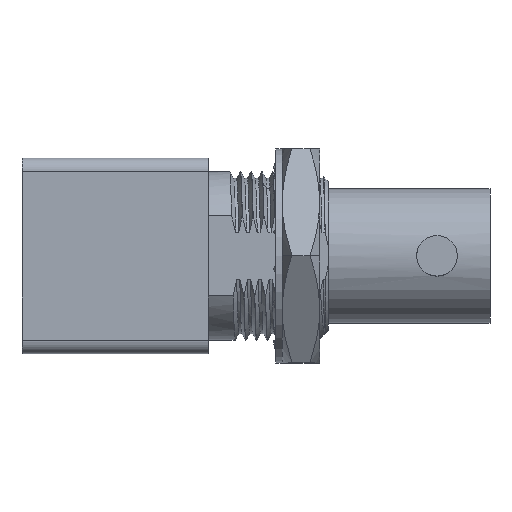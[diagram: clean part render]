
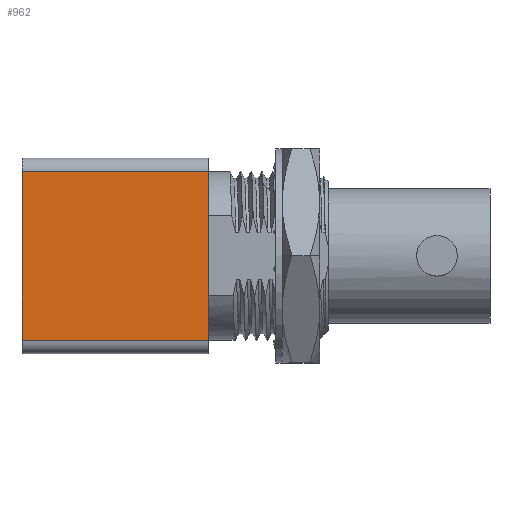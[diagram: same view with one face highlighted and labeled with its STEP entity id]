
A CAD part, top view. The second image highlights one B-rep face of the part: STEP entity #962.
In plain terms, the highlighted planar face has unit normal (0, 0, 1).
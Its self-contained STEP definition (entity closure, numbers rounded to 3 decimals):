
#962=ADVANCED_FACE('',(#2011),#2012,.T.);
#2011=FACE_OUTER_BOUND('',#4876,.T.);
#2012=PLANE('',#4877);
#4876=EDGE_LOOP('',(#15442,#15443,#15444,#15445));
#4877=AXIS2_PLACEMENT_3D('',#15446,#15447,#15448);
#15442=ORIENTED_EDGE('',*,*,#17360,.T.);
#15443=ORIENTED_EDGE('',*,*,#16981,.T.);
#15444=ORIENTED_EDGE('',*,*,#17358,.F.);
#15445=ORIENTED_EDGE('',*,*,#17361,.T.);
#15446=CARTESIAN_POINT('',(0.0,7.25,6.175));
#15447=DIRECTION('',(0.0,0.0,1.0));
#15448=DIRECTION('',(0.0,-1.0,0.0));
#16981=EDGE_CURVE('',#18791,#18789,#18792,.F.);
#17358=EDGE_CURVE('',#19288,#18789,#19290,.T.);
#17360=EDGE_CURVE('',#19292,#18791,#19293,.T.);
#17361=EDGE_CURVE('',#19288,#19292,#19294,.T.);
#18789=VERTEX_POINT('',#24693);
#18791=VERTEX_POINT('',#24695);
#18792=LINE('',#24696,#24697);
#19288=VERTEX_POINT('',#25645);
#19290=LINE('',#25647,#25648);
#19292=VERTEX_POINT('',#25650);
#19293=LINE('',#25651,#25652);
#19294=LINE('',#25653,#25654);
#24693=CARTESIAN_POINT('',(0.0,-6.25,6.175));
#24695=CARTESIAN_POINT('',(0.0,6.25,6.175));
#24696=CARTESIAN_POINT('',(0.0,3.625,6.175));
#24697=VECTOR('',#31901,1.0);
#25645=CARTESIAN_POINT('',(13.8,-6.25,6.175));
#25647=CARTESIAN_POINT('',(79.935,-6.25,6.175));
#25648=VECTOR('',#32209,1.0);
#25650=CARTESIAN_POINT('',(13.8,6.25,6.175));
#25651=CARTESIAN_POINT('',(79.935,6.25,6.175));
#25652=VECTOR('',#32210,1.0);
#25653=CARTESIAN_POINT('',(13.8,3.625,6.175));
#25654=VECTOR('',#32211,1.0);
#31901=DIRECTION('',(0.0,1.0,0.0));
#32209=DIRECTION('',(-1.0,0.0,0.0));
#32210=DIRECTION('',(-1.0,0.0,0.0));
#32211=DIRECTION('',(0.0,1.0,0.0));
